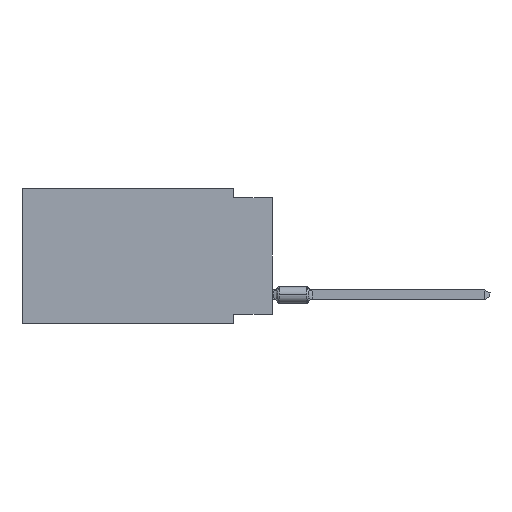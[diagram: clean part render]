
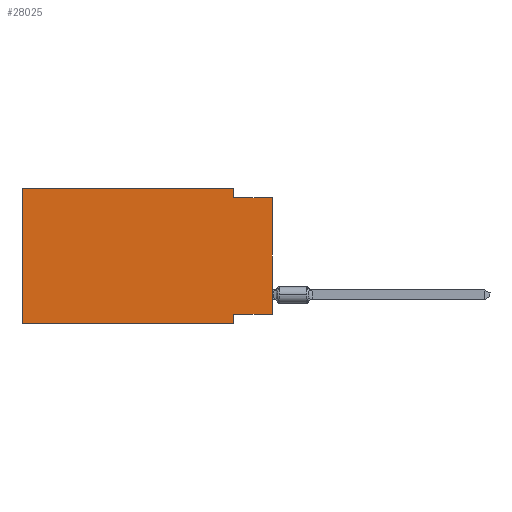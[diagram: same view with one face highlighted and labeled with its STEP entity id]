
A CAD part, left-side view. The second image highlights one B-rep face of the part: STEP entity #28025.
In plain terms, the highlighted planar face has unit normal (-1, 0, 0).
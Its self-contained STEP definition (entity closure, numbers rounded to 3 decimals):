
#2812 = CARTESIAN_POINT ( 'NONE',  ( 0., 2.54, -8.89 ) ) ;
#3153 = CARTESIAN_POINT ( 'NONE',  ( 0., 2.54, -0.635 ) ) ;
#4342 = VERTEX_POINT ( 'NONE', #12773 ) ;
#5361 = LINE ( 'NONE', #35130, #49629 ) ;
#6198 = VERTEX_POINT ( 'NONE', #3153 ) ;
#6575 = CARTESIAN_POINT ( 'NONE',  ( 0., 0., -8.255 ) ) ;
#8753 = DIRECTION ( 'NONE',  ( 0., 0., -1. ) ) ;
#9007 = EDGE_LOOP ( 'NONE', ( #41628, #56576, #43994, #26845, #58218, #31835, #36341, #15472 ) ) ;
#9143 = LINE ( 'NONE', #58358, #73830 ) ;
#9173 = LINE ( 'NONE', #10359, #41742 ) ;
#9534 = DIRECTION ( 'NONE',  ( 0., 0., 1. ) ) ;
#10359 = CARTESIAN_POINT ( 'NONE',  ( 0., 0., 0. ) ) ;
#12562 = LINE ( 'NONE', #55782, #13718 ) ;
#12773 = CARTESIAN_POINT ( 'NONE',  ( 0., 0., -0.635 ) ) ;
#13718 = VECTOR ( 'NONE', #43510, 1000. ) ;
#14132 = DIRECTION ( 'NONE',  ( 0., -1., 0. ) ) ;
#14221 = DIRECTION ( 'NONE',  ( 1., 0., 0. ) ) ;
#15472 = ORIENTED_EDGE ( 'NONE', *, *, #21060, .F. ) ;
#17999 = EDGE_CURVE ( 'NONE', #31065, #4342, #9173, .T. ) ;
#19117 = VERTEX_POINT ( 'NONE', #71095 ) ;
#20507 = VERTEX_POINT ( 'NONE', #27338 ) ;
#21060 = EDGE_CURVE ( 'NONE', #31065, #54599, #24439, .T. ) ;
#21091 = DIRECTION ( 'NONE',  ( 0., 0., 1. ) ) ;
#24439 = LINE ( 'NONE', #6575, #60938 ) ;
#24968 = AXIS2_PLACEMENT_3D ( 'NONE', #63033, #14221, #44017 ) ;
#26845 = ORIENTED_EDGE ( 'NONE', *, *, #78061, .F. ) ;
#27338 = CARTESIAN_POINT ( 'NONE',  ( 0., 16.383, 0. ) ) ;
#28025 = ADVANCED_FACE ( 'NONE', ( #68997 ), #49960, .F. ) ;
#29465 = VECTOR ( 'NONE', #8753, 1000. ) ;
#30833 = CARTESIAN_POINT ( 'NONE',  ( 0., 16.383, 0. ) ) ;
#31065 = VERTEX_POINT ( 'NONE', #63756 ) ;
#31835 = ORIENTED_EDGE ( 'NONE', *, *, #53838, .T. ) ;
#32971 = CARTESIAN_POINT ( 'NONE',  ( 0., 2.54, 0. ) ) ;
#34557 = DIRECTION ( 'NONE',  ( 0., 0., -1. ) ) ;
#35026 = EDGE_CURVE ( 'NONE', #19117, #6198, #64334, .T. ) ;
#35130 = CARTESIAN_POINT ( 'NONE',  ( 0., 16.383, -8.89 ) ) ;
#36341 = ORIENTED_EDGE ( 'NONE', *, *, #65565, .F. ) ;
#36835 = VECTOR ( 'NONE', #14132, 1000. ) ;
#41628 = ORIENTED_EDGE ( 'NONE', *, *, #17999, .T. ) ;
#41742 = VECTOR ( 'NONE', #21091, 1000. ) ;
#43510 = DIRECTION ( 'NONE',  ( 0., -1., 0. ) ) ;
#43994 = ORIENTED_EDGE ( 'NONE', *, *, #35026, .F. ) ;
#44017 = DIRECTION ( 'NONE',  ( 0., 0., -1. ) ) ;
#45785 = VECTOR ( 'NONE', #34557, 1000. ) ;
#49629 = VECTOR ( 'NONE', #53787, 1000. ) ;
#49960 = PLANE ( 'NONE',  #24968 ) ;
#52333 = EDGE_CURVE ( 'NONE', #6198, #4342, #12562, .T. ) ;
#53662 = CARTESIAN_POINT ( 'NONE',  ( 0., 16.383, -8.89 ) ) ;
#53787 = DIRECTION ( 'NONE',  ( 0., -1., 0. ) ) ;
#53811 = DIRECTION ( 'NONE',  ( 0., 1., 0. ) ) ;
#53838 = EDGE_CURVE ( 'NONE', #63081, #63982, #5361, .T. ) ;
#54599 = VERTEX_POINT ( 'NONE', #73737 ) ;
#55782 = CARTESIAN_POINT ( 'NONE',  ( 0., 0., -0.635 ) ) ;
#56576 = ORIENTED_EDGE ( 'NONE', *, *, #52333, .F. ) ;
#58218 = ORIENTED_EDGE ( 'NONE', *, *, #64608, .F. ) ;
#58358 = CARTESIAN_POINT ( 'NONE',  ( 0., 16.383, 0. ) ) ;
#60938 = VECTOR ( 'NONE', #53811, 1000. ) ;
#61775 = LINE ( 'NONE', #30833, #36835 ) ;
#63033 = CARTESIAN_POINT ( 'NONE',  ( 0., 16.383, 0. ) ) ;
#63081 = VERTEX_POINT ( 'NONE', #53662 ) ;
#63201 = CARTESIAN_POINT ( 'NONE',  ( 0., 2.54, -8.89 ) ) ;
#63756 = CARTESIAN_POINT ( 'NONE',  ( 0., 0., -8.255 ) ) ;
#63982 = VERTEX_POINT ( 'NONE', #63201 ) ;
#64334 = LINE ( 'NONE', #32971, #45785 ) ;
#64608 = EDGE_CURVE ( 'NONE', #63081, #20507, #9143, .T. ) ;
#65565 = EDGE_CURVE ( 'NONE', #54599, #63982, #73851, .T. ) ;
#68997 = FACE_OUTER_BOUND ( 'NONE', #9007, .T. ) ;
#71095 = CARTESIAN_POINT ( 'NONE',  ( 0., 2.54, 0. ) ) ;
#73737 = CARTESIAN_POINT ( 'NONE',  ( 0., 2.54, -8.255 ) ) ;
#73830 = VECTOR ( 'NONE', #9534, 1000. ) ;
#73851 = LINE ( 'NONE', #2812, #29465 ) ;
#78061 = EDGE_CURVE ( 'NONE', #20507, #19117, #61775, .T. ) ;
